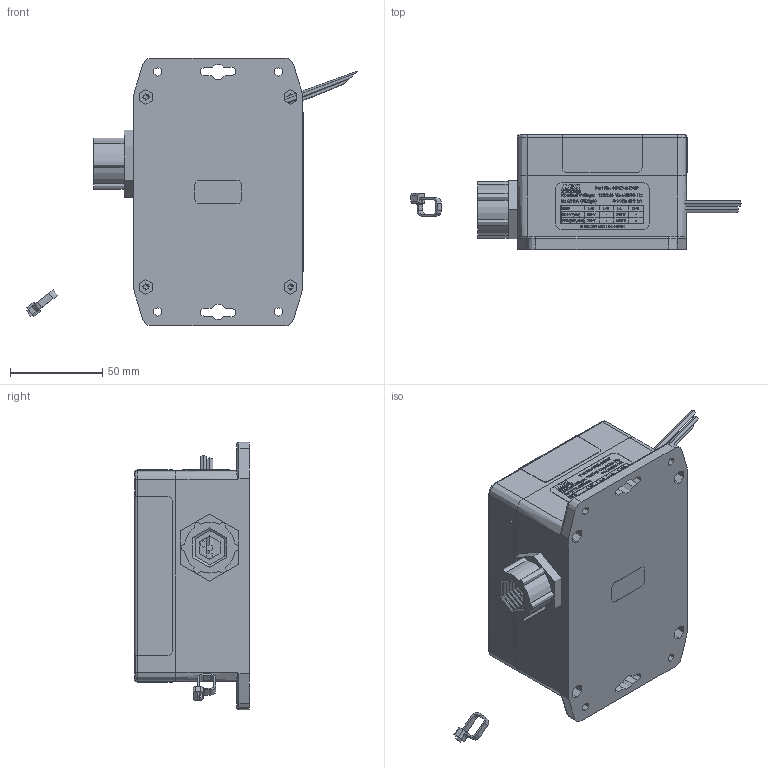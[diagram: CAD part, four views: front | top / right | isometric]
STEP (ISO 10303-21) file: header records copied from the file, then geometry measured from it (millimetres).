
FILE_DESCRIPTION (( 'STEP AP214' ), '1' );
FILE_NAME ('SP50-240SP-E.STEP', '2019-01-28T20:30:02', ( '' ), ( '' ), 'SwSTEP 2.0', 'SolidWorks 2018', '' );
FILE_SCHEMA (( 'AUTOMOTIVE_DESIGN' ));
Length unit declared in the file: inch
Products named in the file (23): Nut^SP50-240SP; 2003-4107; SP50-240SP-E; 2003-4115; Wires^SP50-240SP; Screw^SP50-240SP_91735A154; Lid^SP50-240SP; Base^SP50-240SP; Screw^SP50-240SP; Zip tie^SP50-240SP; 2003-1052
Assembly tree (16 placements, depth 2):
  Nut^SP50-240SP
  SP50-240SP-E
    Base^SP50-240SP
    Lid^SP50-240SP
    Screw^SP50-240SP_91735A154  x4
    Nut^SP50-240SP
    Wires^SP50-240SP
    Zip tie^SP50-240SP
    2003-4115
    2003-4107
    2003-1052
  SP50-240SP-E
    Screw^SP50-240SP
    Screw^SP50-240SP
    Screw^SP50-240SP
    Screw^SP50-240SP
  2003-4115
  Zip tie^SP50-240SP
Bounding box: 179.33 x 62.18 x 145.03 mm (x, y, z)
Volume: 298937.6 mm3; surface area: 151300.4 mm2
Topology: 14 solids, 14 shells, 4205 faces, 11370 edges, 7548 vertices
Faces by surface type: plane 1931, bspline 1306, cylinder 874, cone 62, torus 24, sphere 8
Entity records: 221266 total; most frequent: CARTESIAN_POINT 105410, ORIENTED_EDGE 18992, DIRECTION 11554, EDGE_CURVE 9496, VERTEX_POINT 6293, VECTOR 6124, LINE 6124, EDGE_LOOP 3951
